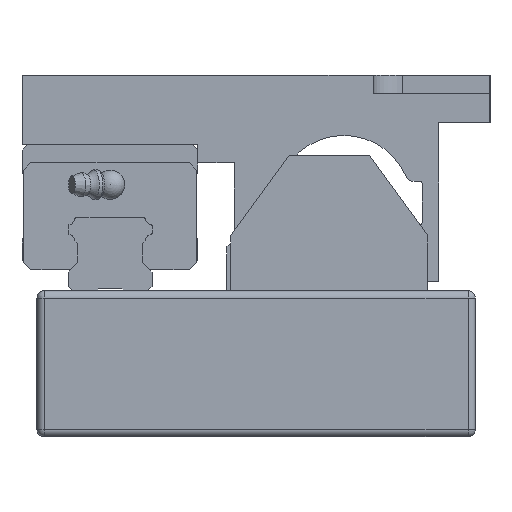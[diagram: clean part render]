
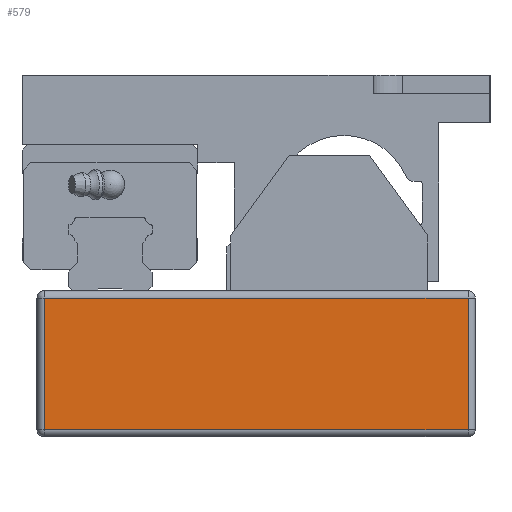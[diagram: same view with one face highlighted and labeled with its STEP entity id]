
A CAD part, left-side view. The second image highlights one B-rep face of the part: STEP entity #579.
In plain terms, the highlighted planar face has unit normal (-1, 0, 0).
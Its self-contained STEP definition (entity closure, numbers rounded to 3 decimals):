
#579 = ADVANCED_FACE( '', ( #1501 ), #1502, .T. );
#1501 = FACE_OUTER_BOUND( '', #2896, .T. );
#1502 = PLANE( '', #2897 );
#2896 = EDGE_LOOP( '', ( #4617, #4618, #4619, #4620 ) );
#2897 = AXIS2_PLACEMENT_3D( '', #4621, #4622, #4623 );
#4617 = ORIENTED_EDGE( '', *, *, #8041, .F. );
#4618 = ORIENTED_EDGE( '', *, *, #8042, .F. );
#4619 = ORIENTED_EDGE( '', *, *, #8043, .F. );
#4620 = ORIENTED_EDGE( '', *, *, #8044, .F. );
#4621 = CARTESIAN_POINT( '', ( -193., 58., 38. ) );
#4622 = DIRECTION( '', ( -1., 0., 0. ) );
#4623 = DIRECTION( '', ( 0., 0., 1. ) );
#8041 = EDGE_CURVE( '', #9647, #9648, #9649, .T. );
#8042 = EDGE_CURVE( '', #9650, #9647, #9651, .T. );
#8043 = EDGE_CURVE( '', #9652, #9650, #9653, .T. );
#8044 = EDGE_CURVE( '', #9648, #9652, #9654, .T. );
#9647 = VERTEX_POINT( '', #11907 );
#9648 = VERTEX_POINT( '', #11908 );
#9649 = LINE( '', #11909, #11910 );
#9650 = VERTEX_POINT( '', #11911 );
#9651 = LINE( '', #11912, #11913 );
#9652 = VERTEX_POINT( '', #11914 );
#9653 = LINE( '', #11915, #11916 );
#9654 = LINE( '', #11917, #11918 );
#11907 = CARTESIAN_POINT( '', ( -193., 58., 2. ) );
#11908 = CARTESIAN_POINT( '', ( -193., 58., 38. ) );
#11909 = CARTESIAN_POINT( '', ( -193., 58., 38. ) );
#11910 = VECTOR( '', #14461, 1000. );
#11911 = CARTESIAN_POINT( '', ( -193., -58., 2. ) );
#11912 = CARTESIAN_POINT( '', ( -193., 58., 2. ) );
#11913 = VECTOR( '', #14462, 1000. );
#11914 = CARTESIAN_POINT( '', ( -193., -58., 38. ) );
#11915 = CARTESIAN_POINT( '', ( -193., -58., 2. ) );
#11916 = VECTOR( '', #14463, 1000. );
#11917 = CARTESIAN_POINT( '', ( -193., -58., 38. ) );
#11918 = VECTOR( '', #14464, 1000. );
#14461 = DIRECTION( '', ( 0., 0., 1. ) );
#14462 = DIRECTION( '', ( 0., 1., 0. ) );
#14463 = DIRECTION( '', ( 0., 0., -1. ) );
#14464 = DIRECTION( '', ( 0., -1., 0. ) );
